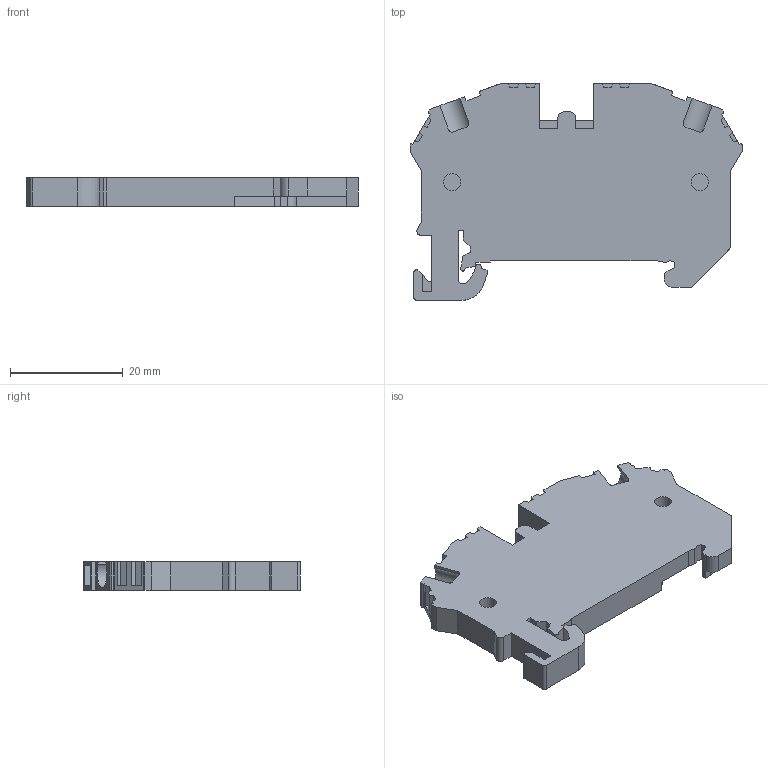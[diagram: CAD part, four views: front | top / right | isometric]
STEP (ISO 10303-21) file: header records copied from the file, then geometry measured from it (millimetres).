
FILE_DESCRIPTION((''),'2;1');
FILE_NAME('3510_2_ZSL25_2A_iso.stp','2009-11-02T',('Stollb'),(''),'PRO/ENGINEER BY PARAMETRIC TECHNOLOGY CORPORATION, 2007390','PRO/ENGINEER BY PARAMETRIC TECHNOLOGY CORPORATION, 2007390','');
FILE_SCHEMA(('CONFIG_CONTROL_DESIGN'));
Length unit declared in the file: millimetre
Products named in the file (1): ZRK25_2_ISO_STEP
Bounding box: 59 x 38.5 x 5.1 mm (x, y, z)
Volume: 7884 mm3; surface area: 5068.8 mm2
Topology: 1 solids, 1 shells, 170 faces, 486 edges, 324 vertices
Faces by surface type: plane 134, cylinder 36
Entity records: 5578 total; most frequent: CARTESIAN_POINT 1030, ORIENTED_EDGE 972, DIRECTION 890, EDGE_CURVE 486, VECTOR 414, LINE 414, VERTEX_POINT 324, AXIS2_PLACEMENT_3D 238
